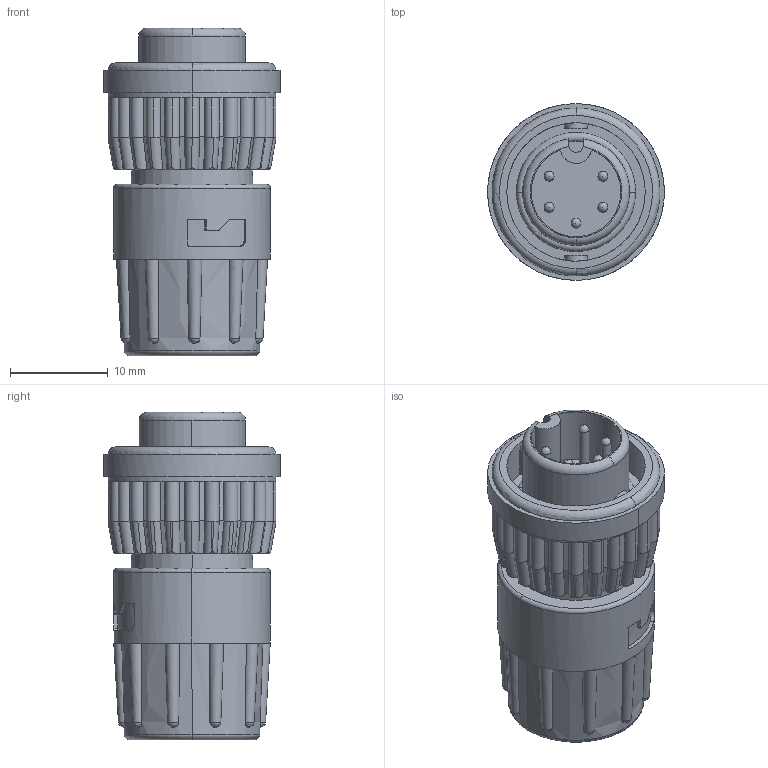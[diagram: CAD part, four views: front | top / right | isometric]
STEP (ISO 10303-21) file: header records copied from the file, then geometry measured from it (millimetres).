
FILE_DESCRIPTION (( 'STEP AP203' ), '1' );
FILE_NAME ('6280-5PG-3XX.STEP', '2018-08-10T16:58:41', ( '' ), ( '' ), 'SwSTEP 2.0', 'SolidWorks 2017', '' );
FILE_SCHEMA (( 'CONFIG_CONTROL_DESIGN' ));
Length unit declared in the file: inch
Products named in the file (1): 6280-5PG-3XX
Bounding box: 18.02 x 18.03 x 33.4 mm (x, y, z)
Volume: 5362.9 mm3; surface area: 3034.3 mm2
Topology: 1 solids, 1 shells, 324 faces, 926 edges, 616 vertices
Faces by surface type: cylinder 184, plane 71, torus 36, bspline 20, sphere 9, cone 4
Entity records: 18027 total; most frequent: CARTESIAN_POINT 10698, ORIENTED_EDGE 1822, DIRECTION 1044, EDGE_CURVE 911, VERTEX_POINT 606, B_SPLINE_CURVE_WITH_KNOTS 574, AXIS2_PLACEMENT_3D 407, EDGE_LOOP 341
